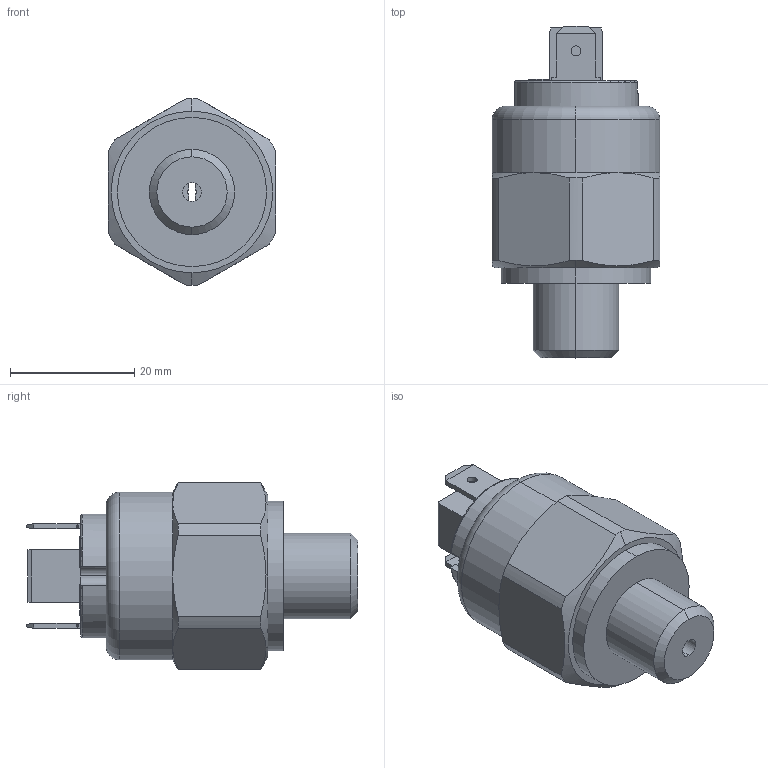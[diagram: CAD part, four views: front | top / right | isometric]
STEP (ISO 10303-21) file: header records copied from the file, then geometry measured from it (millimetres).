
FILE_DESCRIPTION (( 'STEP AP214' ), '1' );
FILE_NAME ('357.STEP', '2020-02-10T08:13:58', ( '' ), ( '' ), 'SwSTEP 2.0', 'SolidWorks 2019', '' );
FILE_SCHEMA (( 'AUTOMOTIVE_DESIGN' ));
Length unit declared in the file: millimetre
Products named in the file (1): 357
Bounding box: 27 x 53.4 x 30 mm (x, y, z)
Surface area: 5781.1 mm2 (no closed solid volume)
Topology: 0 solids, 7 shells, 230 faces, 834 edges, 588 vertices
Faces by surface type: plane 144, cylinder 43, bspline 24, cone 15, torus 4
Entity records: 13436 total; most frequent: CARTESIAN_POINT 4069, ORIENTED_EDGE 1342, DIRECTION 1299, EDGE_CURVE 834, VERTEX_POINT 588, VECTOR 551, LINE 551, AXIS2_PLACEMENT_3D 374
